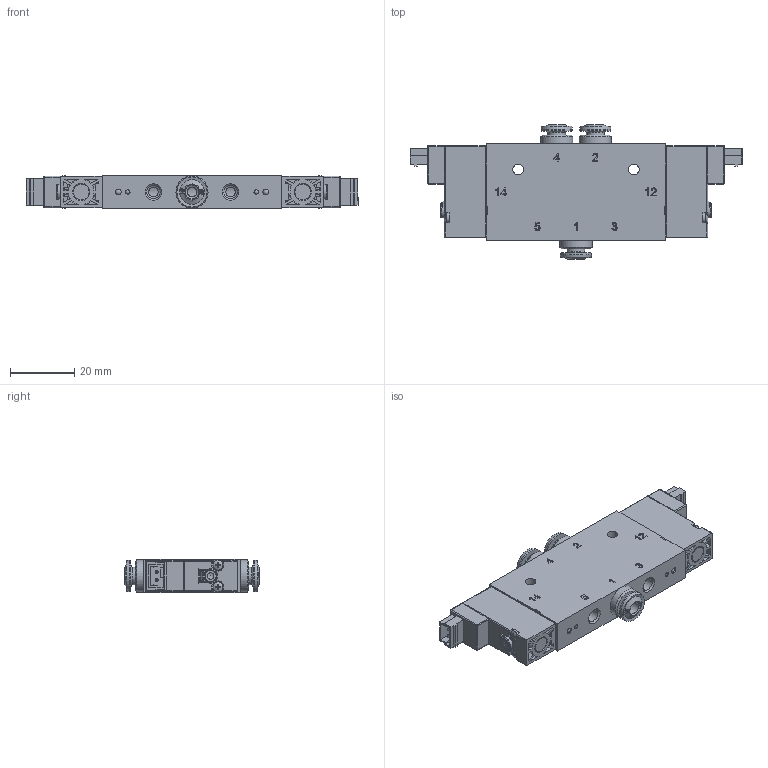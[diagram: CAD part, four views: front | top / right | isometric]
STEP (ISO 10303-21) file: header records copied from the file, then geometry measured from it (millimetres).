
FILE_DESCRIPTION( ( 'Unknown' ), '1' );
FILE_NAME( 'GZ-MMD523341.stp', 'Unknown', ( 'Unknown' ), ( 'Unknown' ), 'PSStep 17.0.49', 'Unknown', ' ' );
FILE_SCHEMA( ( 'AUTOMOTIVE_DESIGN { 1 0 10303 214 1 1 1 1 }' ) );
Length unit declared in the file: millimetre
Products named in the file (22): Assem1; -oa0
Assembly tree (21 placements, depth 2):
  Assem1
    -oa0
    -oa0
    -oa0
    -oa0
    -oa0
    -oa0
    -oa0
    -oa0
    -oa0
    -oa0
    -oa0
    -oa0
    -oa0
    -oa0
    -oa0
    -oa0
    -oa0
    -oa0
    -oa0
    -oa0
    -oa0
Bounding box: 103.4 x 42 x 10.5 mm (x, y, z)
Volume: 22154.2 mm3; surface area: 17206.5 mm2
Topology: 21 solids, 21 shells, 1578 faces, 3959 edges, 2505 vertices
Faces by surface type: plane 933, cylinder 294, bspline 151, cone 97, sphere 42, extrusion 32, torus 29
Full cylindrical faces by diameter (mm): 1.1 x6, 1.2 x4, 1.221 x8, 1.4 x15, 1.6 x4, 1.85 x2, 2 x6, 3 x7, 3.2 x4, 3.3 x2, 3.4 x2, 3.5 x2, 4.1 x3, 4.134 x4, 4.2 x3, 4.5 x2, 5.5 x6, 5.9 x3, 6 x3, 7.5 x3, 8 x1, 9 x3, 9.05 x3, 9.8 x3, 10 x3
Entity records: 60655 total; most frequent: CARTESIAN_POINT 16022, ORIENTED_EDGE 7246, DIRECTION 6655, EDGE_CURVE 3623, VERTEX_POINT 2408, VECTOR 2229, AXIS2_PLACEMENT_3D 2213, LINE 2197
